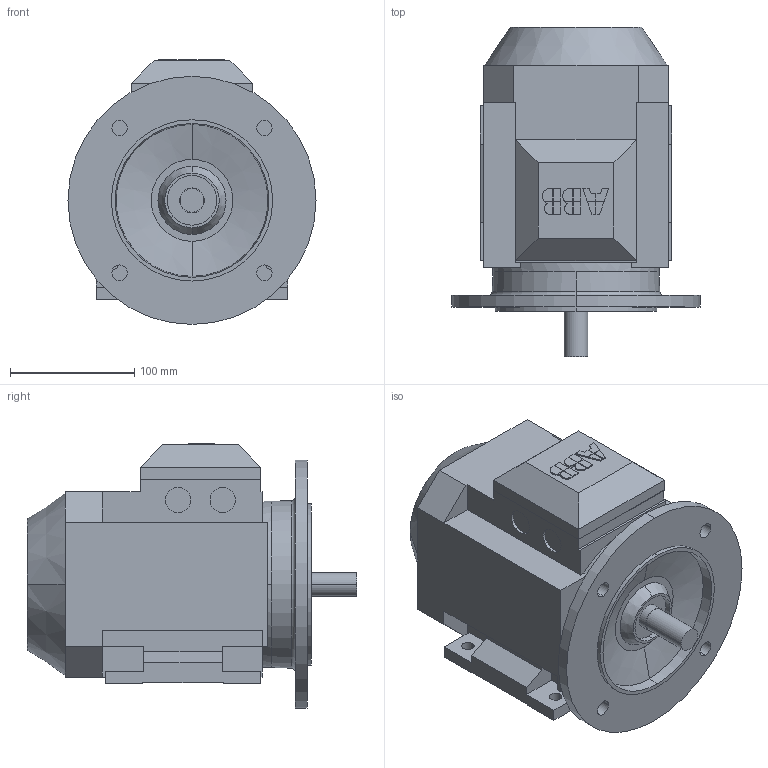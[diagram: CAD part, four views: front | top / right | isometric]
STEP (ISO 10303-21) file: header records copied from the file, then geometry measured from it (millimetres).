
FILE_DESCRIPTION(/* description */ (''),/* implementation_level */ '2;1');
FILE_NAME(/* name */ 'M3AA IE2 80 B35.stp',/* time_stamp */ '2015-06-30T08:55:43+02:00',/* author */ (''),/* organization */ (''),/* preprocessor_version */ 'ST-DEVELOPER v14',/* originating_system */ 'SIEMENS PLM Software NX 8.0',/* authorisation */ '');
FILE_SCHEMA (('AUTOMOTIVE_DESIGN { 1 0 10303 214 3 1 1 1 }'));
Length unit declared in the file: millimetre
Products named in the file (1): M3AA IE2 80 B35_igs
Bounding box: 200 x 265.5 x 213.5 mm (x, y, z)
Volume: 4543085.1 mm3; surface area: 231386 mm2
Topology: 1 solids, 1 shells, 207 faces, 526 edges, 346 vertices
Faces by surface type: plane 149, cylinder 36, cone 10, bspline 10, torus 2
Entity records: 6292 total; most frequent: CARTESIAN_POINT 1200, ORIENTED_EDGE 1052, DIRECTION 1000, EDGE_CURVE 526, LINE 408, VECTOR 408, VERTEX_POINT 346, AXIS2_PLACEMENT_3D 296
